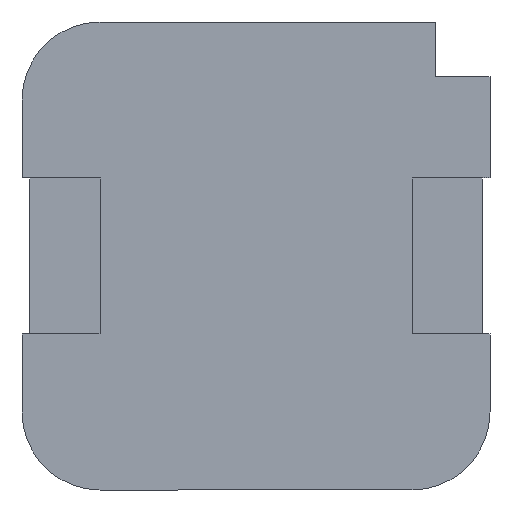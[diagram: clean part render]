
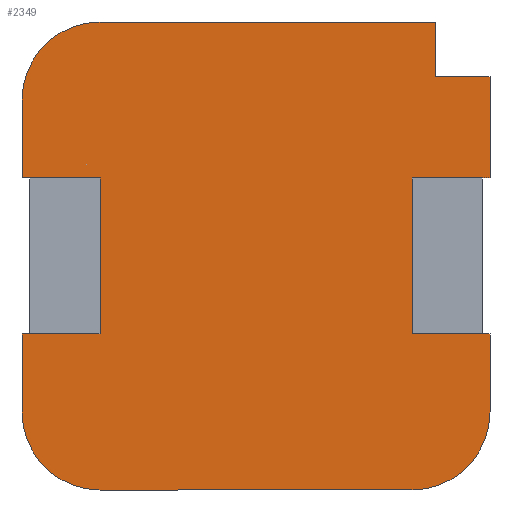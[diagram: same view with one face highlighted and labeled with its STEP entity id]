
A CAD part, front view. The second image highlights one B-rep face of the part: STEP entity #2349.
In plain terms, the highlighted planar face has unit normal (0, -1, 0).
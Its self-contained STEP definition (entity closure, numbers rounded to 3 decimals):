
#31 = AXIS2_PLACEMENT_3D ( 'NONE', #1239, #1808, #2435 ) ;
#72 = EDGE_CURVE ( 'NONE', #6202, #6647, #6894, .T. ) ;
#124 = VERTEX_POINT ( 'NONE', #4139 ) ;
#263 = ORIENTED_EDGE ( 'NONE', *, *, #4828, .T. ) ;
#269 = CARTESIAN_POINT ( 'NONE',  ( 3., -1.2, -1. ) ) ;
#319 = CARTESIAN_POINT ( 'NONE',  ( 2.3, -1.2, 2.3 ) ) ;
#347 = CARTESIAN_POINT ( 'NONE',  ( 2., -1.2, -3. ) ) ;
#408 = VERTEX_POINT ( 'NONE', #347 ) ;
#456 = EDGE_CURVE ( 'NONE', #408, #5285, #3238, .T. ) ;
#537 = DIRECTION ( 'NONE',  ( 0., 0., 1. ) ) ;
#636 = VERTEX_POINT ( 'NONE', #5993 ) ;
#728 = CARTESIAN_POINT ( 'NONE',  ( -3., -1.2, 0. ) ) ;
#819 = LINE ( 'NONE', #7614, #5235 ) ;
#830 = LINE ( 'NONE', #5972, #4416 ) ;
#861 = EDGE_CURVE ( 'NONE', #1153, #1369, #3713, .T. ) ;
#1040 = EDGE_CURVE ( 'NONE', #4887, #1237, #5529, .T. ) ;
#1057 = DIRECTION ( 'NONE',  ( -1., 0., 0. ) ) ;
#1075 = CARTESIAN_POINT ( 'NONE',  ( 2., -1.2, -1. ) ) ;
#1106 = VECTOR ( 'NONE', #2368, 1000. ) ;
#1122 = CARTESIAN_POINT ( 'NONE',  ( 3., -1.2, 0. ) ) ;
#1153 = VERTEX_POINT ( 'NONE', #3292 ) ;
#1170 = VERTEX_POINT ( 'NONE', #3391 ) ;
#1217 = AXIS2_PLACEMENT_3D ( 'NONE', #5647, #3198, #7307 ) ;
#1237 = VERTEX_POINT ( 'NONE', #3893 ) ;
#1239 = CARTESIAN_POINT ( 'NONE',  ( 2., -1.2, -2. ) ) ;
#1286 = VECTOR ( 'NONE', #1057, 1000. ) ;
#1296 = FACE_OUTER_BOUND ( 'NONE', #4621, .T. ) ;
#1297 = DIRECTION ( 'NONE',  ( 1., 0., 0. ) ) ;
#1316 = EDGE_CURVE ( 'NONE', #1153, #408, #7270, .T. ) ;
#1369 = VERTEX_POINT ( 'NONE', #3558 ) ;
#1469 = ORIENTED_EDGE ( 'NONE', *, *, #1762, .F. ) ;
#1493 = CARTESIAN_POINT ( 'NONE',  ( -2., -1.2, -3. ) ) ;
#1524 = ORIENTED_EDGE ( 'NONE', *, *, #2091, .F. ) ;
#1597 = ORIENTED_EDGE ( 'NONE', *, *, #861, .T. ) ;
#1695 = CARTESIAN_POINT ( 'NONE',  ( 0., -1.2, -3. ) ) ;
#1722 = CARTESIAN_POINT ( 'NONE',  ( 2., -1.2, 1. ) ) ;
#1762 = EDGE_CURVE ( 'NONE', #124, #1170, #819, .T. ) ;
#1808 = DIRECTION ( 'NONE',  ( 0., 1., 0. ) ) ;
#2091 = EDGE_CURVE ( 'NONE', #2632, #2621, #3802, .T. ) ;
#2131 = LINE ( 'NONE', #3805, #5428 ) ;
#2169 = ORIENTED_EDGE ( 'NONE', *, *, #5067, .F. ) ;
#2345 = CARTESIAN_POINT ( 'NONE',  ( 3., -1.2, 1. ) ) ;
#2349 = ADVANCED_FACE ( 'NONE', ( #1296 ), #7612, .T. ) ;
#2368 = DIRECTION ( 'NONE',  ( -1., 0., 0. ) ) ;
#2376 = CARTESIAN_POINT ( 'NONE',  ( -3., -1.2, -1. ) ) ;
#2435 = DIRECTION ( 'NONE',  ( 0., 0., -1. ) ) ;
#2459 = EDGE_CURVE ( 'NONE', #3471, #636, #4223, .T. ) ;
#2517 = VERTEX_POINT ( 'NONE', #2345 ) ;
#2538 = VECTOR ( 'NONE', #4764, 1000. ) ;
#2614 = ORIENTED_EDGE ( 'NONE', *, *, #5964, .F. ) ;
#2621 = VERTEX_POINT ( 'NONE', #2869 ) ;
#2632 = VERTEX_POINT ( 'NONE', #6344 ) ;
#2784 = CIRCLE ( 'NONE', #1217, 1. ) ;
#2861 = CARTESIAN_POINT ( 'NONE',  ( 3., -1.2, 2.3 ) ) ;
#2869 = CARTESIAN_POINT ( 'NONE',  ( -2., -1.2, 1. ) ) ;
#2991 = VECTOR ( 'NONE', #537, 1000. ) ;
#3171 = ORIENTED_EDGE ( 'NONE', *, *, #4969, .T. ) ;
#3198 = DIRECTION ( 'NONE',  ( 0., 1., 0. ) ) ;
#3238 = LINE ( 'NONE', #1695, #4773 ) ;
#3292 = CARTESIAN_POINT ( 'NONE',  ( 3., -1.2, -2. ) ) ;
#3386 = CARTESIAN_POINT ( 'NONE',  ( -2., -1.2, -2. ) ) ;
#3391 = CARTESIAN_POINT ( 'NONE',  ( -3., -1.2, -1. ) ) ;
#3471 = VERTEX_POINT ( 'NONE', #6035 ) ;
#3527 = CIRCLE ( 'NONE', #3545, 1. ) ;
#3545 = AXIS2_PLACEMENT_3D ( 'NONE', #3386, #5105, #4498 ) ;
#3558 = CARTESIAN_POINT ( 'NONE',  ( 3., -1.2, -1. ) ) ;
#3706 = DIRECTION ( 'NONE',  ( 0., 0., 1. ) ) ;
#3713 = LINE ( 'NONE', #1122, #2991 ) ;
#3749 = DIRECTION ( 'NONE',  ( 0., 0., -1. ) ) ;
#3755 = CARTESIAN_POINT ( 'NONE',  ( -3., -1.2, 1. ) ) ;
#3769 = VECTOR ( 'NONE', #3706, 1000. ) ;
#3802 = LINE ( 'NONE', #6281, #5925 ) ;
#3805 = CARTESIAN_POINT ( 'NONE',  ( 2.3, -1.2, 3. ) ) ;
#3883 = DIRECTION ( 'NONE',  ( 0., 0., 1. ) ) ;
#3887 = EDGE_CURVE ( 'NONE', #5373, #5345, #4551, .T. ) ;
#3893 = CARTESIAN_POINT ( 'NONE',  ( -3., -1.2, 2. ) ) ;
#4120 = VECTOR ( 'NONE', #4372, 1000. ) ;
#4139 = CARTESIAN_POINT ( 'NONE',  ( -3., -1.2, -2. ) ) ;
#4162 = ORIENTED_EDGE ( 'NONE', *, *, #2459, .T. ) ;
#4184 = ORIENTED_EDGE ( 'NONE', *, *, #4521, .F. ) ;
#4223 = LINE ( 'NONE', #6500, #1106 ) ;
#4343 = CARTESIAN_POINT ( 'NONE',  ( 2., -1.2, 1. ) ) ;
#4372 = DIRECTION ( 'NONE',  ( -1., 0., 0. ) ) ;
#4387 = ORIENTED_EDGE ( 'NONE', *, *, #6766, .F. ) ;
#4416 = VECTOR ( 'NONE', #7079, 1000. ) ;
#4498 = DIRECTION ( 'NONE',  ( 0., 0., -1. ) ) ;
#4521 = EDGE_CURVE ( 'NONE', #1237, #636, #2784, .T. ) ;
#4551 = LINE ( 'NONE', #4343, #7604 ) ;
#4557 = ORIENTED_EDGE ( 'NONE', *, *, #6144, .F. ) ;
#4583 = ORIENTED_EDGE ( 'NONE', *, *, #1316, .F. ) ;
#4621 = EDGE_LOOP ( 'NONE', ( #6689, #263, #4162, #4184, #4988, #5389, #1524, #2614, #1469, #4387, #5474, #4583, #1597, #4557, #5577, #2169, #3171 ) ) ;
#4640 = DIRECTION ( 'NONE',  ( -1., 0., 0. ) ) ;
#4712 = AXIS2_PLACEMENT_3D ( 'NONE', #7023, #6474, #3749 ) ;
#4764 = DIRECTION ( 'NONE',  ( 1., 0., 0. ) ) ;
#4773 = VECTOR ( 'NONE', #4640, 1000. ) ;
#4828 = EDGE_CURVE ( 'NONE', #6647, #3471, #2131, .T. ) ;
#4887 = VERTEX_POINT ( 'NONE', #5999 ) ;
#4919 = VECTOR ( 'NONE', #1297, 1000. ) ;
#4941 = VECTOR ( 'NONE', #6750, 1000. ) ;
#4969 = EDGE_CURVE ( 'NONE', #2517, #6202, #830, .T. ) ;
#4978 = DIRECTION ( 'NONE',  ( 0., 0., 1. ) ) ;
#4988 = ORIENTED_EDGE ( 'NONE', *, *, #1040, .F. ) ;
#5024 = LINE ( 'NONE', #2376, #2538 ) ;
#5067 = EDGE_CURVE ( 'NONE', #2517, #5373, #5702, .T. ) ;
#5105 = DIRECTION ( 'NONE',  ( 0., 1., 0. ) ) ;
#5235 = VECTOR ( 'NONE', #6492, 1000. ) ;
#5285 = VERTEX_POINT ( 'NONE', #1493 ) ;
#5345 = VERTEX_POINT ( 'NONE', #1075 ) ;
#5373 = VERTEX_POINT ( 'NONE', #1722 ) ;
#5389 = ORIENTED_EDGE ( 'NONE', *, *, #5736, .F. ) ;
#5416 = CARTESIAN_POINT ( 'NONE',  ( 3., -1.2, 1. ) ) ;
#5428 = VECTOR ( 'NONE', #4978, 1000. ) ;
#5474 = ORIENTED_EDGE ( 'NONE', *, *, #456, .F. ) ;
#5529 = LINE ( 'NONE', #728, #3769 ) ;
#5577 = ORIENTED_EDGE ( 'NONE', *, *, #3887, .F. ) ;
#5647 = CARTESIAN_POINT ( 'NONE',  ( -2., -1.2, 2. ) ) ;
#5702 = LINE ( 'NONE', #5416, #4941 ) ;
#5733 = CARTESIAN_POINT ( 'NONE',  ( 3., -1.2, 2.3 ) ) ;
#5736 = EDGE_CURVE ( 'NONE', #2621, #4887, #5944, .T. ) ;
#5925 = VECTOR ( 'NONE', #3883, 1000. ) ;
#5944 = LINE ( 'NONE', #3755, #4120 ) ;
#5964 = EDGE_CURVE ( 'NONE', #1170, #2632, #5024, .T. ) ;
#5972 = CARTESIAN_POINT ( 'NONE',  ( 3., -1.2, 0. ) ) ;
#5993 = CARTESIAN_POINT ( 'NONE',  ( -2., -1.2, 3. ) ) ;
#5999 = CARTESIAN_POINT ( 'NONE',  ( -3., -1.2, 1. ) ) ;
#6035 = CARTESIAN_POINT ( 'NONE',  ( 2.3, -1.2, 3. ) ) ;
#6144 = EDGE_CURVE ( 'NONE', #5345, #1369, #7051, .T. ) ;
#6202 = VERTEX_POINT ( 'NONE', #5733 ) ;
#6281 = CARTESIAN_POINT ( 'NONE',  ( -2., -1.2, 1. ) ) ;
#6344 = CARTESIAN_POINT ( 'NONE',  ( -2., -1.2, -1. ) ) ;
#6474 = DIRECTION ( 'NONE',  ( 0., -1., 0. ) ) ;
#6492 = DIRECTION ( 'NONE',  ( 0., 0., 1. ) ) ;
#6500 = CARTESIAN_POINT ( 'NONE',  ( 0., -1.2, 3. ) ) ;
#6647 = VERTEX_POINT ( 'NONE', #319 ) ;
#6689 = ORIENTED_EDGE ( 'NONE', *, *, #72, .T. ) ;
#6750 = DIRECTION ( 'NONE',  ( -1., 0., 0. ) ) ;
#6766 = EDGE_CURVE ( 'NONE', #5285, #124, #3527, .T. ) ;
#6894 = LINE ( 'NONE', #2861, #1286 ) ;
#7023 = CARTESIAN_POINT ( 'NONE',  ( 2.9, -1.2, 0. ) ) ;
#7051 = LINE ( 'NONE', #269, #4919 ) ;
#7079 = DIRECTION ( 'NONE',  ( 0., 0., 1. ) ) ;
#7198 = DIRECTION ( 'NONE',  ( 0., 0., -1. ) ) ;
#7270 = CIRCLE ( 'NONE', #31, 1. ) ;
#7307 = DIRECTION ( 'NONE',  ( 0., 0., -1. ) ) ;
#7604 = VECTOR ( 'NONE', #7198, 1000. ) ;
#7612 = PLANE ( 'NONE',  #4712 ) ;
#7614 = CARTESIAN_POINT ( 'NONE',  ( -3., -1.2, 0. ) ) ;
